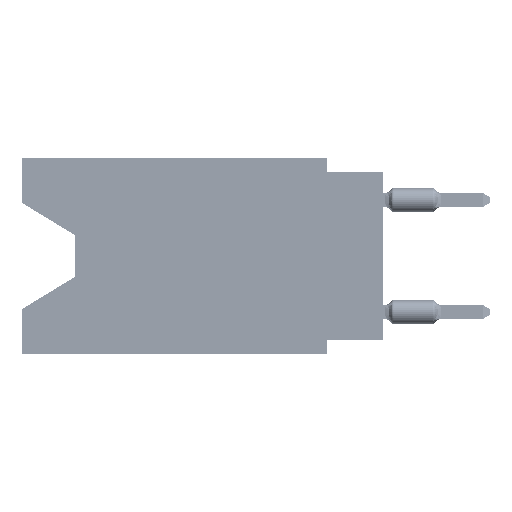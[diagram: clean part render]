
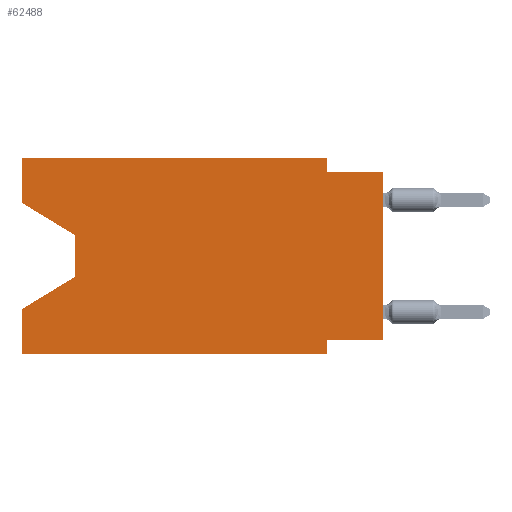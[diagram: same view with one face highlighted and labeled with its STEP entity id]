
A CAD part, left-side view. The second image highlights one B-rep face of the part: STEP entity #62488.
In plain terms, the highlighted planar face has unit normal (-1, 0, 0).
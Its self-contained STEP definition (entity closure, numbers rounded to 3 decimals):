
#222 = LINE ( 'NONE', #24166, #7335 ) ;
#258 = VERTEX_POINT ( 'NONE', #76460 ) ;
#260 = DIRECTION ( 'NONE',  ( 0., 1., 0. ) ) ;
#1253 = CARTESIAN_POINT ( 'NONE',  ( 0., 16.383, 0. ) ) ;
#1684 = LINE ( 'NONE', #26417, #29276 ) ;
#1824 = VERTEX_POINT ( 'NONE', #16570 ) ;
#2250 = LINE ( 'NONE', #52157, #69219 ) ;
#2547 = ORIENTED_EDGE ( 'NONE', *, *, #15517, .F. ) ;
#2975 = LINE ( 'NONE', #47113, #79583 ) ;
#4461 = EDGE_CURVE ( 'NONE', #1824, #16931, #68249, .T. ) ;
#5652 = CARTESIAN_POINT ( 'NONE',  ( 0., 16.383, -8.89 ) ) ;
#7057 = DIRECTION ( 'NONE',  ( 0., 0., -1. ) ) ;
#7335 = VECTOR ( 'NONE', #74087, 1000. ) ;
#8869 = VECTOR ( 'NONE', #21259, 1000. ) ;
#10444 = ORIENTED_EDGE ( 'NONE', *, *, #32927, .F. ) ;
#11105 = DIRECTION ( 'NONE',  ( 0., -0.855, -0.519 ) ) ;
#11851 = DIRECTION ( 'NONE',  ( 0., 0., -1. ) ) ;
#13228 = EDGE_CURVE ( 'NONE', #24941, #26252, #1684, .T. ) ;
#13230 = CARTESIAN_POINT ( 'NONE',  ( 0., 2.54, -0.635 ) ) ;
#13615 = LINE ( 'NONE', #1253, #54505 ) ;
#14264 = CARTESIAN_POINT ( 'NONE',  ( 0., 13.97, -5.385 ) ) ;
#15517 = EDGE_CURVE ( 'NONE', #47230, #1824, #2975, .T. ) ;
#16041 = VECTOR ( 'NONE', #24927, 1000. ) ;
#16050 = VERTEX_POINT ( 'NONE', #24290 ) ;
#16570 = CARTESIAN_POINT ( 'NONE',  ( 0., 2.54, 0. ) ) ;
#16931 = VERTEX_POINT ( 'NONE', #13230 ) ;
#17471 = EDGE_CURVE ( 'NONE', #258, #26038, #222, .T. ) ;
#18041 = DIRECTION ( 'NONE',  ( 1., 0., 0. ) ) ;
#18599 = DIRECTION ( 'NONE',  ( 0., 0., 1. ) ) ;
#20444 = LINE ( 'NONE', #14264, #8869 ) ;
#21259 = DIRECTION ( 'NONE',  ( 0., 0.855, -0.519 ) ) ;
#21906 = VECTOR ( 'NONE', #55065, 1000. ) ;
#22579 = FACE_OUTER_BOUND ( 'NONE', #54282, .T. ) ;
#24166 = CARTESIAN_POINT ( 'NONE',  ( 0., 0., 0. ) ) ;
#24290 = CARTESIAN_POINT ( 'NONE',  ( 0., 2.54, -8.89 ) ) ;
#24304 = EDGE_CURVE ( 'NONE', #78429, #24941, #30494, .T. ) ;
#24927 = DIRECTION ( 'NONE',  ( 0., -1., 0. ) ) ;
#24941 = VERTEX_POINT ( 'NONE', #46325 ) ;
#25845 = DIRECTION ( 'NONE',  ( 0., 0., -1. ) ) ;
#26038 = VERTEX_POINT ( 'NONE', #53153 ) ;
#26252 = VERTEX_POINT ( 'NONE', #52565 ) ;
#26270 = EDGE_CURVE ( 'NONE', #54259, #16050, #2250, .T. ) ;
#26417 = CARTESIAN_POINT ( 'NONE',  ( 0., 13.97, -3.505 ) ) ;
#29178 = ORIENTED_EDGE ( 'NONE', *, *, #65739, .F. ) ;
#29276 = VECTOR ( 'NONE', #7057, 1000. ) ;
#30494 = LINE ( 'NONE', #42448, #67199 ) ;
#30804 = LINE ( 'NONE', #81156, #81110 ) ;
#31793 = LINE ( 'NONE', #53602, #63233 ) ;
#31910 = LINE ( 'NONE', #44302, #16041 ) ;
#32927 = EDGE_CURVE ( 'NONE', #54259, #76256, #31793, .T. ) ;
#33996 = ORIENTED_EDGE ( 'NONE', *, *, #74313, .T. ) ;
#36192 = ORIENTED_EDGE ( 'NONE', *, *, #66108, .F. ) ;
#36830 = CARTESIAN_POINT ( 'NONE',  ( 0., 16.383, -6.852 ) ) ;
#37163 = EDGE_CURVE ( 'NONE', #79843, #16050, #45220, .T. ) ;
#38615 = ORIENTED_EDGE ( 'NONE', *, *, #26270, .T. ) ;
#38660 = VECTOR ( 'NONE', #25845, 1000. ) ;
#39681 = ORIENTED_EDGE ( 'NONE', *, *, #13228, .T. ) ;
#41747 = DIRECTION ( 'NONE',  ( 0., -1., 0. ) ) ;
#42448 = CARTESIAN_POINT ( 'NONE',  ( 0., 16.383, -2.038 ) ) ;
#44242 = EDGE_CURVE ( 'NONE', #78429, #47230, #13615, .T. ) ;
#44302 = CARTESIAN_POINT ( 'NONE',  ( 0., 0., -0.635 ) ) ;
#45220 = LINE ( 'NONE', #56802, #38660 ) ;
#46015 = ORIENTED_EDGE ( 'NONE', *, *, #24304, .T. ) ;
#46325 = CARTESIAN_POINT ( 'NONE',  ( 0., 13.97, -3.505 ) ) ;
#47113 = CARTESIAN_POINT ( 'NONE',  ( 0., 16.383, 0. ) ) ;
#47230 = VERTEX_POINT ( 'NONE', #76109 ) ;
#47752 = PLANE ( 'NONE',  #73031 ) ;
#47813 = DIRECTION ( 'NONE',  ( 0., 0., 1. ) ) ;
#48290 = ORIENTED_EDGE ( 'NONE', *, *, #17471, .T. ) ;
#52157 = CARTESIAN_POINT ( 'NONE',  ( 0., 16.383, -8.89 ) ) ;
#52565 = CARTESIAN_POINT ( 'NONE',  ( 0., 13.97, -5.385 ) ) ;
#53153 = CARTESIAN_POINT ( 'NONE',  ( 0., 0., -0.635 ) ) ;
#53602 = CARTESIAN_POINT ( 'NONE',  ( 0., 16.383, 0. ) ) ;
#54259 = VERTEX_POINT ( 'NONE', #5652 ) ;
#54282 = EDGE_LOOP ( 'NONE', ( #46015, #39681, #33996, #10444, #38615, #71932, #29178, #48290, #36192, #62713, #2547, #54946 ) ) ;
#54505 = VECTOR ( 'NONE', #18599, 1000. ) ;
#54946 = ORIENTED_EDGE ( 'NONE', *, *, #44242, .F. ) ;
#55065 = DIRECTION ( 'NONE',  ( 0., 0., -1. ) ) ;
#56802 = CARTESIAN_POINT ( 'NONE',  ( 0., 2.54, -8.89 ) ) ;
#56825 = DIRECTION ( 'NONE',  ( 0., -1., 0. ) ) ;
#61808 = CARTESIAN_POINT ( 'NONE',  ( 0., 16.383, -2.038 ) ) ;
#62488 = ADVANCED_FACE ( 'NONE', ( #22579 ), #47752, .F. ) ;
#62713 = ORIENTED_EDGE ( 'NONE', *, *, #4461, .F. ) ;
#63233 = VECTOR ( 'NONE', #47813, 1000. ) ;
#65739 = EDGE_CURVE ( 'NONE', #258, #79843, #30804, .T. ) ;
#66108 = EDGE_CURVE ( 'NONE', #16931, #26038, #31910, .T. ) ;
#67199 = VECTOR ( 'NONE', #11105, 1000. ) ;
#67957 = CARTESIAN_POINT ( 'NONE',  ( 0., 16.383, 0. ) ) ;
#68249 = LINE ( 'NONE', #68662, #21906 ) ;
#68662 = CARTESIAN_POINT ( 'NONE',  ( 0., 2.54, 0. ) ) ;
#69219 = VECTOR ( 'NONE', #56825, 1000. ) ;
#71659 = CARTESIAN_POINT ( 'NONE',  ( 0., 2.54, -8.255 ) ) ;
#71932 = ORIENTED_EDGE ( 'NONE', *, *, #37163, .F. ) ;
#73031 = AXIS2_PLACEMENT_3D ( 'NONE', #67957, #18041, #11851 ) ;
#74087 = DIRECTION ( 'NONE',  ( 0., 0., 1. ) ) ;
#74313 = EDGE_CURVE ( 'NONE', #26252, #76256, #20444, .T. ) ;
#76109 = CARTESIAN_POINT ( 'NONE',  ( 0., 16.383, 0. ) ) ;
#76256 = VERTEX_POINT ( 'NONE', #36830 ) ;
#76460 = CARTESIAN_POINT ( 'NONE',  ( 0., 0., -8.255 ) ) ;
#78429 = VERTEX_POINT ( 'NONE', #61808 ) ;
#79583 = VECTOR ( 'NONE', #41747, 1000. ) ;
#79843 = VERTEX_POINT ( 'NONE', #71659 ) ;
#81110 = VECTOR ( 'NONE', #260, 1000. ) ;
#81156 = CARTESIAN_POINT ( 'NONE',  ( 0., 0., -8.255 ) ) ;
